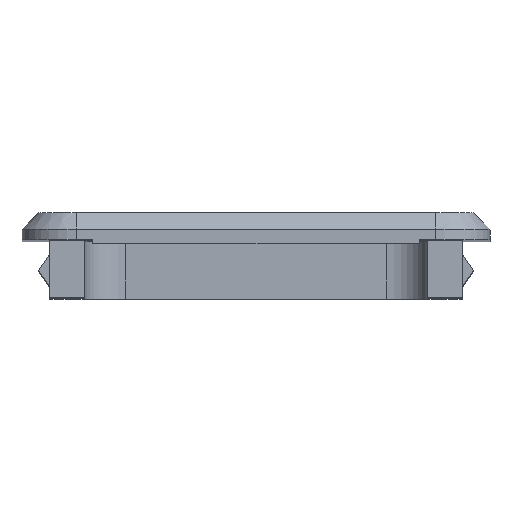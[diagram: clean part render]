
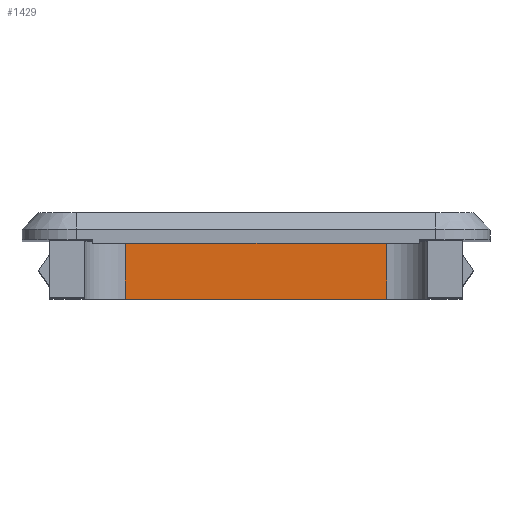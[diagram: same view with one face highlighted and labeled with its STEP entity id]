
A CAD part, top view. The second image highlights one B-rep face of the part: STEP entity #1429.
In plain terms, the highlighted planar face has unit normal (0, 0, 1).
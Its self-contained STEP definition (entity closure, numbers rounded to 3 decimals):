
#34 = EDGE_CURVE ( 'NONE', #681, #2153, #3373, .T. ) ;
#48 = CARTESIAN_POINT ( 'NONE',  ( 0., 5.87, -15. ) ) ;
#123 = VERTEX_POINT ( 'NONE', #3960 ) ;
#217 = VECTOR ( 'NONE', #828, 1000. ) ;
#449 = CARTESIAN_POINT ( 'NONE',  ( -4.8, 5.87, -15. ) ) ;
#601 = DIRECTION ( 'NONE',  ( 1., 0., 0. ) ) ;
#681 = VERTEX_POINT ( 'NONE', #1091 ) ;
#719 = ORIENTED_EDGE ( 'NONE', *, *, #1470, .F. ) ;
#828 = DIRECTION ( 'NONE',  ( 0., -1., 0. ) ) ;
#903 = VERTEX_POINT ( 'NONE', #1623 ) ;
#943 = VECTOR ( 'NONE', #1697, 1000. ) ;
#1029 = LINE ( 'NONE', #449, #943 ) ;
#1046 = DIRECTION ( 'NONE',  ( 0., 0., -1. ) ) ;
#1091 = CARTESIAN_POINT ( 'NONE',  ( -4.8, 5.87, -15. ) ) ;
#1108 = LINE ( 'NONE', #2906, #217 ) ;
#1429 = ADVANCED_FACE ( 'NONE', ( #2587 ), #3828, .F. ) ;
#1470 = EDGE_CURVE ( 'NONE', #2153, #123, #1108, .T. ) ;
#1489 = DIRECTION ( 'NONE',  ( 1., 0., 0. ) ) ;
#1623 = CARTESIAN_POINT ( 'NONE',  ( -4.8, 3.75, -15. ) ) ;
#1636 = CARTESIAN_POINT ( 'NONE',  ( 4.8, 5.87, -15. ) ) ;
#1697 = DIRECTION ( 'NONE',  ( 0., -1., 0. ) ) ;
#1723 = DIRECTION ( 'NONE',  ( -1., 0., 0. ) ) ;
#2130 = EDGE_LOOP ( 'NONE', ( #3012, #2972, #719, #2872 ) ) ;
#2153 = VERTEX_POINT ( 'NONE', #1636 ) ;
#2287 = EDGE_CURVE ( 'NONE', #903, #123, #3909, .T. ) ;
#2587 = FACE_OUTER_BOUND ( 'NONE', #2130, .T. ) ;
#2666 = CARTESIAN_POINT ( 'NONE',  ( 0., 3.75, -15. ) ) ;
#2872 = ORIENTED_EDGE ( 'NONE', *, *, #34, .F. ) ;
#2906 = CARTESIAN_POINT ( 'NONE',  ( 4.8, 5.87, -15. ) ) ;
#2972 = ORIENTED_EDGE ( 'NONE', *, *, #2287, .T. ) ;
#3012 = ORIENTED_EDGE ( 'NONE', *, *, #3444, .T. ) ;
#3063 = VECTOR ( 'NONE', #601, 1000. ) ;
#3082 = AXIS2_PLACEMENT_3D ( 'NONE', #3284, #1046, #1723 ) ;
#3284 = CARTESIAN_POINT ( 'NONE',  ( 0., 5.87, -15. ) ) ;
#3373 = LINE ( 'NONE', #48, #3063 ) ;
#3444 = EDGE_CURVE ( 'NONE', #681, #903, #1029, .T. ) ;
#3828 = PLANE ( 'NONE',  #3082 ) ;
#3909 = LINE ( 'NONE', #2666, #3968 ) ;
#3960 = CARTESIAN_POINT ( 'NONE',  ( 4.8, 3.75, -15. ) ) ;
#3968 = VECTOR ( 'NONE', #1489, 1000. ) ;
